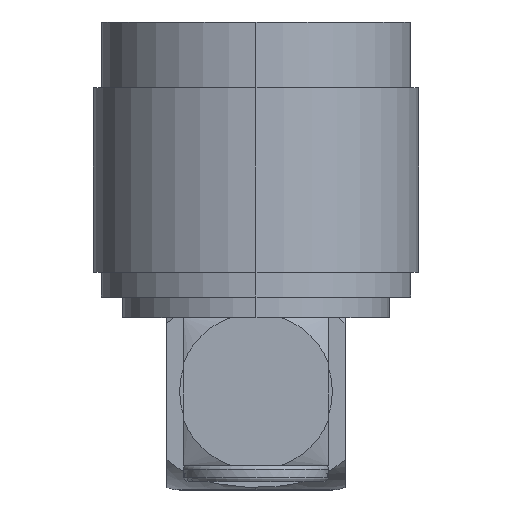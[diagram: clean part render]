
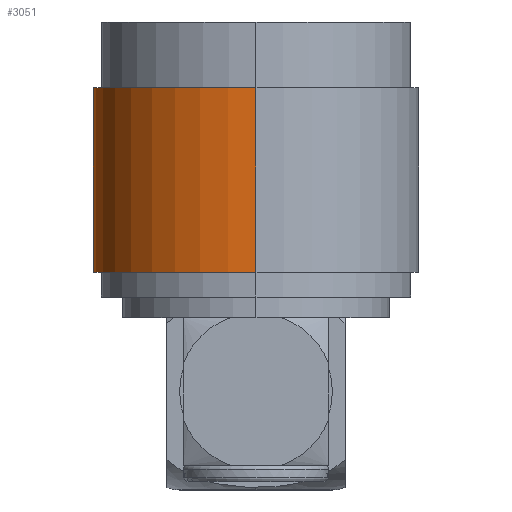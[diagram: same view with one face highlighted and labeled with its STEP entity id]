
A CAD part, left-side view. The second image highlights one B-rep face of the part: STEP entity #3051.
In plain terms, the highlighted cylindrical face has radius 10.058 mm (diameter 20.116 mm), a partial arc.
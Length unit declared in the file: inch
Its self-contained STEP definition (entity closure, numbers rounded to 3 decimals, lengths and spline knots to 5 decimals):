
#876 = VERTEX_POINT ( 'NONE', #3423 ) ;
#1204 = VERTEX_POINT ( 'NONE', #5395 ) ;
#1744 = ORIENTED_EDGE ( 'NONE', *, *, #5763, .T. ) ;
#1749 = CARTESIAN_POINT ( 'NONE',  ( 0., -0.29, 0.39599 ) ) ;
#1950 = ORIENTED_EDGE ( 'NONE', *, *, #5354, .F. ) ;
#2040 = CARTESIAN_POINT ( 'NONE',  ( 0., -0.74, -0.39599 ) ) ;
#2356 = CARTESIAN_POINT ( 'NONE',  ( 0., -0.11, -0.39599 ) ) ;
#2711 = CARTESIAN_POINT ( 'NONE',  ( 0., -0.29, 0. ) ) ;
#2801 = DIRECTION ( 'NONE',  ( 0., -1., 0. ) ) ;
#3051 = ADVANCED_FACE ( 'NONE', ( #6330 ), #5664, .T. ) ;
#3256 = EDGE_CURVE ( 'NONE', #1204, #7842, #6562, .T. ) ;
#3423 = CARTESIAN_POINT ( 'NONE',  ( 0., -0.74, 0.39599 ) ) ;
#4099 = DIRECTION ( 'NONE',  ( 0., -1., 0. ) ) ;
#4379 = VECTOR ( 'NONE', #4099, 39.37008 ) ;
#4470 = DIRECTION ( 'NONE',  ( 0., -1., 0. ) ) ;
#4782 = AXIS2_PLACEMENT_3D ( 'NONE', #7796, #5503, #10359 ) ;
#4863 = EDGE_CURVE ( 'NONE', #8647, #876, #9563, .T. ) ;
#5354 = EDGE_CURVE ( 'NONE', #1204, #8647, #5580, .T. ) ;
#5395 = CARTESIAN_POINT ( 'NONE',  ( 0., -0.29, -0.39599 ) ) ;
#5503 = DIRECTION ( 'NONE',  ( 0., -1., 0. ) ) ;
#5580 = LINE ( 'NONE', #2356, #4379 ) ;
#5664 = CYLINDRICAL_SURFACE ( 'NONE', #8492, 0.39599 ) ;
#5763 = EDGE_CURVE ( 'NONE', #7842, #876, #8502, .T. ) ;
#6150 = DIRECTION ( 'NONE',  ( 0., -1., 0. ) ) ;
#6330 = FACE_OUTER_BOUND ( 'NONE', #9790, .T. ) ;
#6562 = CIRCLE ( 'NONE', #10414, 0.39599 ) ;
#7455 = CARTESIAN_POINT ( 'NONE',  ( 0., -0.11, 0.39599 ) ) ;
#7572 = ORIENTED_EDGE ( 'NONE', *, *, #3256, .T. ) ;
#7796 = CARTESIAN_POINT ( 'NONE',  ( 0., -0.74, 0. ) ) ;
#7842 = VERTEX_POINT ( 'NONE', #1749 ) ;
#8111 = VECTOR ( 'NONE', #6150, 39.37008 ) ;
#8492 = AXIS2_PLACEMENT_3D ( 'NONE', #9618, #2801, #10505 ) ;
#8502 = LINE ( 'NONE', #7455, #8111 ) ;
#8647 = VERTEX_POINT ( 'NONE', #2040 ) ;
#9563 = CIRCLE ( 'NONE', #4782, 0.39599 ) ;
#9618 = CARTESIAN_POINT ( 'NONE',  ( 0., -0.11, 0. ) ) ;
#9790 = EDGE_LOOP ( 'NONE', ( #7572, #1744, #10968, #1950 ) ) ;
#10359 = DIRECTION ( 'NONE',  ( 0., 0., -1. ) ) ;
#10368 = DIRECTION ( 'NONE',  ( 0., 0., -1. ) ) ;
#10414 = AXIS2_PLACEMENT_3D ( 'NONE', #2711, #4470, #10368 ) ;
#10505 = DIRECTION ( 'NONE',  ( 0., 0., -1. ) ) ;
#10968 = ORIENTED_EDGE ( 'NONE', *, *, #4863, .F. ) ;
